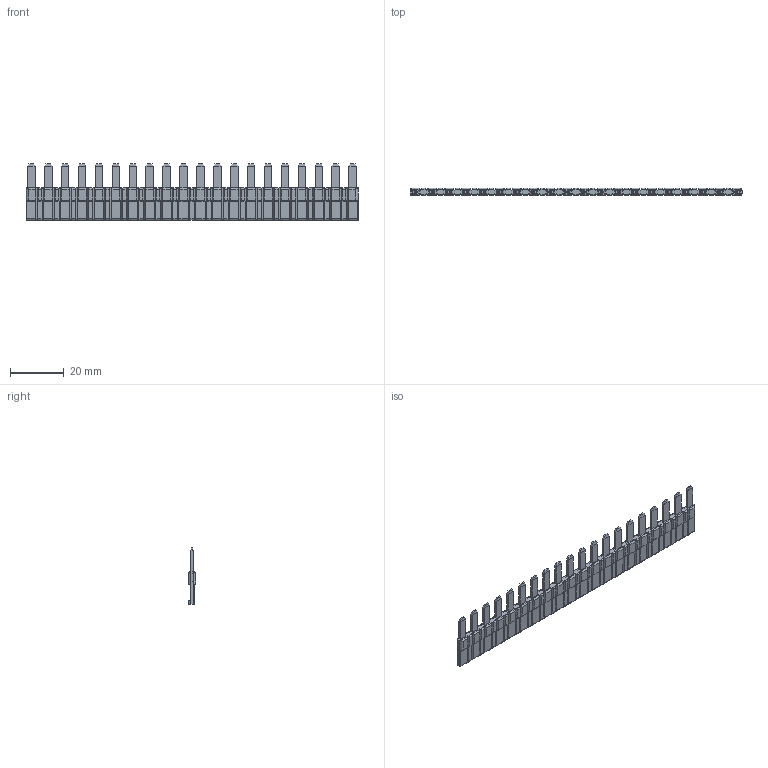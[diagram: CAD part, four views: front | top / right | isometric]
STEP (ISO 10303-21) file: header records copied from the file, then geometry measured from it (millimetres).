
FILE_DESCRIPTION((''),'2;1');
FILE_NAME('SR-TERMINAL_ASM','2020-11-10T',('marketing.praksa'),('Audax d.o.o.'),'CREO PARAMETRIC BY PTC INC, 2017480','CREO PARAMETRIC BY PTC INC, 2017480','');
FILE_SCHEMA(('AUTOMOTIVE_DESIGN { 1 0 10303 214 1 1 1 1 }'));
Length unit declared in the file: millimetre
Products named in the file (10): TMP_DWG_135_1; TMP_DWG_135_ASM; TMP_DWG_136_1; TMP_DWG_136_ASM; TMP_DWG_137_1_1; TMP_DWG_137_1_2; TMP_DWG_137_1_3; TMP_DWG_137_1_ASM; TMP_DWG_137_ASM; SR-TERMINAL_ASM
Assembly tree (9 placements, depth 4):
  SR-TERMINAL_ASM
    TMP_DWG_135_ASM
      TMP_DWG_135_1
    TMP_DWG_136_ASM
      TMP_DWG_136_1
    TMP_DWG_137_ASM
      TMP_DWG_137_1_ASM
        TMP_DWG_137_1_1
        TMP_DWG_137_1_2
        TMP_DWG_137_1_3
Bounding box: 123.7 x 2.8 x 21 mm (x, y, z)
Volume: 3245.1 mm3; surface area: 7510.8 mm2
Topology: 5 solids, 5 shells, 974 faces, 2599 edges, 1617 vertices
Faces by surface type: plane 747, cylinder 227
Entity records: 45073 total; most frequent: CARTESIAN_POINT 6540, ORIENTED_EDGE 5198, DIRECTION 4275, PRESENTATION_STYLE_ASSIGNMENT 3578, STYLED_ITEM 3578, CURVE_STYLE 2599, EDGE_CURVE 2599, VECTOR 2141
